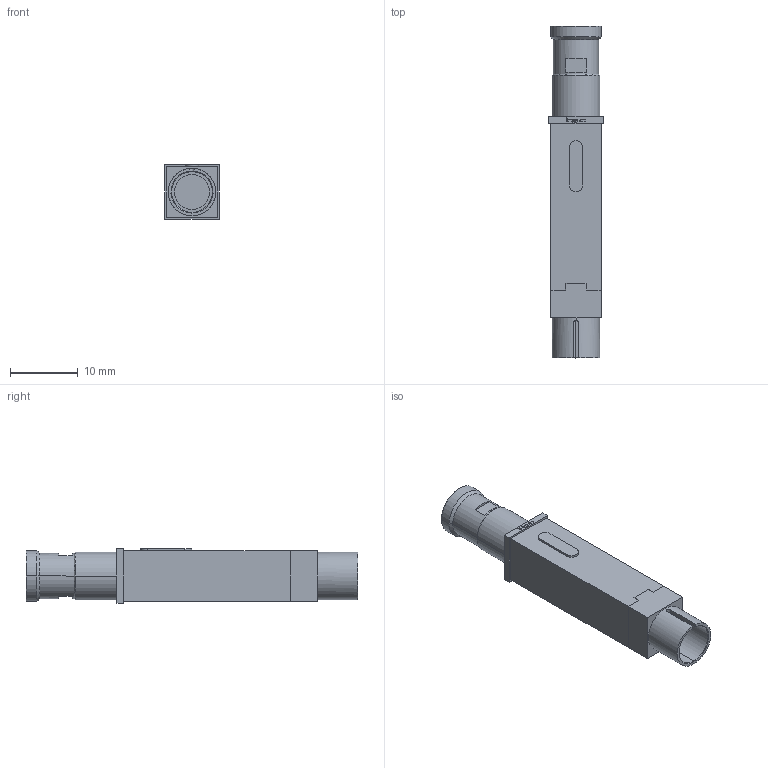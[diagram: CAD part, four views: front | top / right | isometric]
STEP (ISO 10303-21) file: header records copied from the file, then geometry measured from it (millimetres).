
FILE_DESCRIPTION (( 'STEP AP203' ), '1' );
FILE_NAME ('INGUN_HFS-819_303_090_A_xxx43_V2.STEP', '2022-05-09T10:56:37', ( 'ochi' ), ( '' ), 'SwSTEP 2.0', 'SolidWorks 2018', '' );
FILE_SCHEMA (( 'CONFIG_CONTROL_DESIGN' ));
Length unit declared in the file: millimetre
Products named in the file (1): INGUN_HFS-819_303_090_A_xxx43_V2
Bounding box: 8 x 48.9 x 8 mm (x, y, z)
Volume: 2066.1 mm3; surface area: 1686.9 mm2
Topology: 1 solids, 1 shells, 180 faces, 458 edges, 291 vertices
Faces by surface type: plane 102, cylinder 36, bspline 22, cone 18, torus 2
Entity records: 5705 total; most frequent: CARTESIAN_POINT 1506, ORIENTED_EDGE 900, DIRECTION 758, EDGE_CURVE 450, VERTEX_POINT 291, VECTOR 264, LINE 264, AXIS2_PLACEMENT_3D 247
